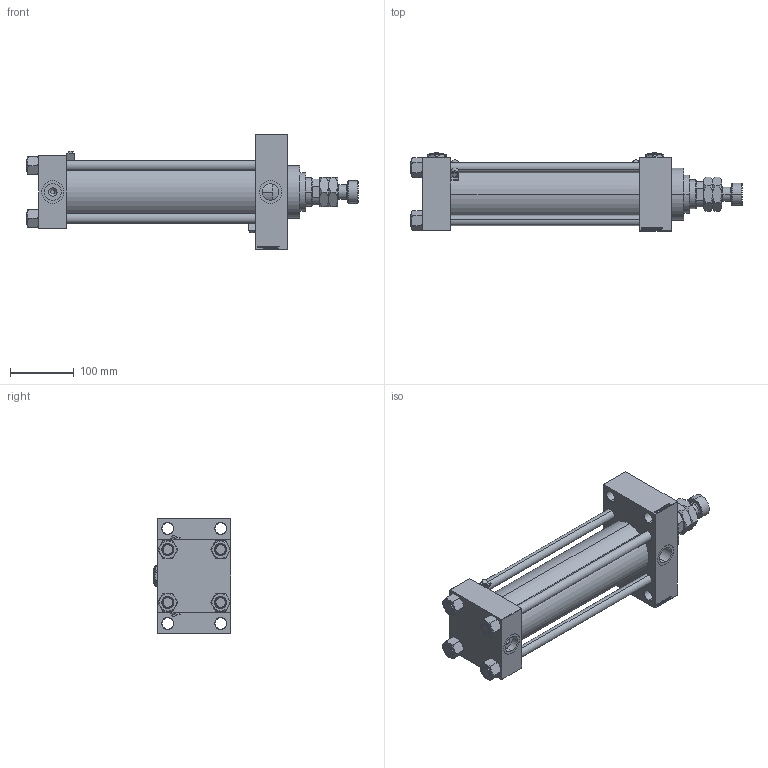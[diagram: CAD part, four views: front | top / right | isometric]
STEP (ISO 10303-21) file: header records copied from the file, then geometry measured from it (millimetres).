
FILE_DESCRIPTION (( 'STEP AP203' ), '1' );
FILE_NAME ('d65a.STEP', '2023-08-23T07:07:30', ( '' ), ( '' ), 'SwSTEP 2.0', 'SolidWorks 2019', '' );
FILE_SCHEMA (( 'CONFIG_CONTROL_DESIGN' ));
Length unit declared in the file: millimetre
Products named in the file (9): V215_VC_A 82e22e5015dbe522e6edc906ef6d2e4a; Zatka_pro_OIL_PORT 82e22e5015dbe522e6edc906ef6d2e4a; MFA 82e22e5015dbe522e6edc906ef6d2e4a; V215CR_D_TYCINKA 82e22e5015dbe522e6edc906ef6d2e4a; MSRF_MSRG1 82e22e5015dbe522e6edc906ef6d2e4a; V215CR_D_Body 82e22e5015dbe522e6edc906ef6d2e4a; V215CR_VCP_D 82e22e5015dbe522e6edc906ef6d2e4a; d65a; NUT_M5_D 82e22e5015dbe522e6edc906ef6d2e4a
Assembly tree (16 placements, depth 2):
  d65a
    V215CR_D_Body 82e22e5015dbe522e6edc906ef6d2e4a
    V215CR_VCP_D 82e22e5015dbe522e6edc906ef6d2e4a
    NUT_M5_D 82e22e5015dbe522e6edc906ef6d2e4a  x4
    V215CR_D_TYCINKA 82e22e5015dbe522e6edc906ef6d2e4a  x4
    V215_VC_A 82e22e5015dbe522e6edc906ef6d2e4a
    MFA 82e22e5015dbe522e6edc906ef6d2e4a
    MSRF_MSRG1 82e22e5015dbe522e6edc906ef6d2e4a  x2
    Zatka_pro_OIL_PORT 82e22e5015dbe522e6edc906ef6d2e4a  x2
Bounding box: 520 x 122 x 180 mm (x, y, z)
Volume: 2818582.4 mm3; surface area: 521704.9 mm2
Topology: 16 solids, 16 shells, 1369 faces, 3392 edges, 2179 vertices
Faces by surface type: plane 645, bspline 368, cone 212, cylinder 132, torus 12
Entity records: 52608 total; most frequent: CARTESIAN_POINT 26697, ORIENTED_EDGE 5706, DIRECTION 3885, EDGE_CURVE 2853, VERTEX_POINT 1851, VECTOR 1639, LINE 1639, EDGE_LOOP 1282
